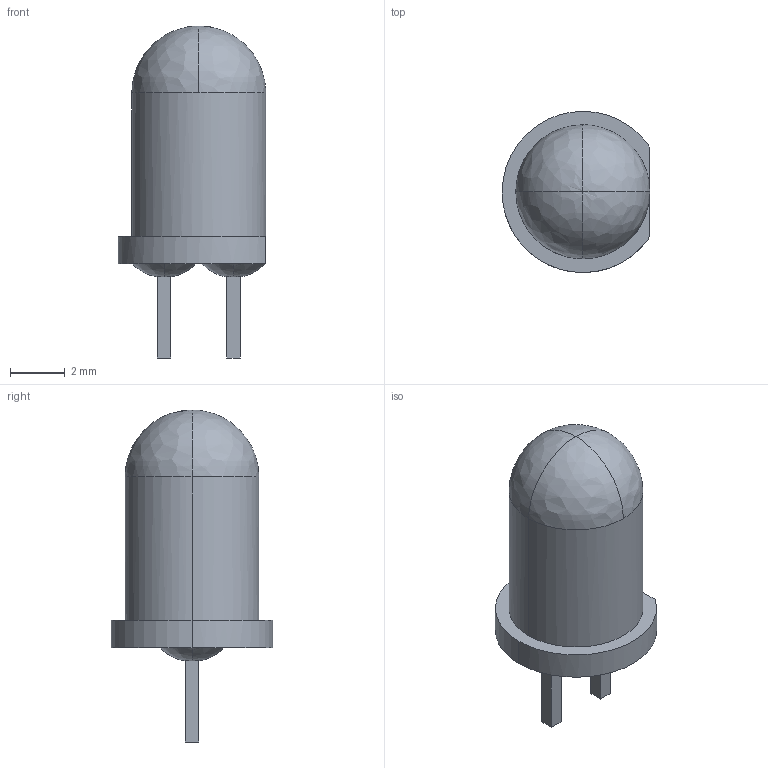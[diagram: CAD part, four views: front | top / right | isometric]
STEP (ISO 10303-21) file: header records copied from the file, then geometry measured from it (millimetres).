
FILE_DESCRIPTION(/* description */ (''),/* implementation_level */ '2;1');
FILE_NAME(/* name */ 'LED 5mm yellow TH',/* time_stamp */ '2018-10-13T16:12:38+02:00',/* author */ (''),/* organization */ (''),/* preprocessor_version */ 'ST-DEVELOPER v16.5',/* originating_system */ '',/* authorisation */ '');
FILE_SCHEMA (('AUTOMOTIVE_DESIGN'));
Length unit declared in the file: millimetre
Products named in the file (1): Document
Bounding box: 5.4 x 5.9 x 12.15 mm (x, y, z)
Surface area: 183.9 mm2 (no closed solid volume)
Topology: 0 solids, 3 shells, 29 faces, 82 edges, 53 vertices
Faces by surface type: bspline 16, plane 13
Entity records: 1053 total; most frequent: CARTESIAN_POINT 580, ORIENTED_EDGE 132, EDGE_CURVE 78, VERTEX_POINT 53, EDGE_LOOP 31, ADVANCED_FACE 29, FACE_OUTER_BOUND 29, B_SPLINE_CURVE_WITH_KNOTS 24
